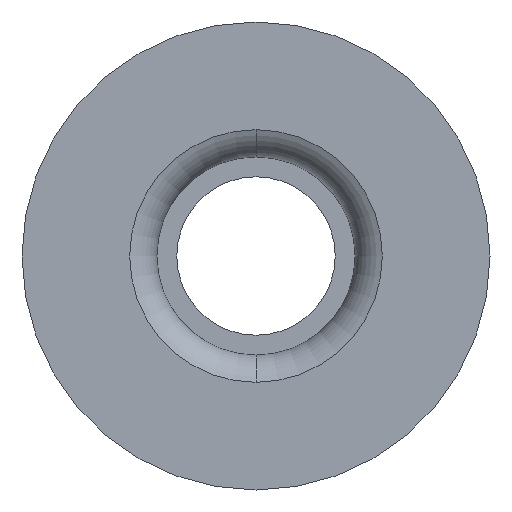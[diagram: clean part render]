
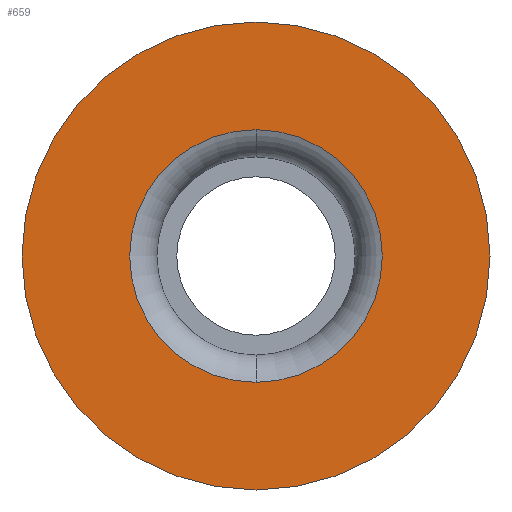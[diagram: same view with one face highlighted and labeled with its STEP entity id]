
A CAD part, front view. The second image highlights one B-rep face of the part: STEP entity #659.
In plain terms, the highlighted planar face has unit normal (0, -1, 0).
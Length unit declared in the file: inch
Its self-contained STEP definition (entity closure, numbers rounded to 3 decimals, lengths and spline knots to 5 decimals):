
#69 = AXIS2_PLACEMENT_3D ( 'NONE', #419, #413, #406 ) ;
#78 = AXIS2_PLACEMENT_3D ( 'NONE', #491, #490, #484 ) ;
#79 = AXIS2_PLACEMENT_3D ( 'NONE', #500, #498, #497 ) ;
#88 = AXIS2_PLACEMENT_3D ( 'NONE', #534, #533, #530 ) ;
#91 = AXIS2_PLACEMENT_3D ( 'NONE', #576, #571, #570 ) ;
#171 = EDGE_LOOP ( 'NONE', ( #695, #589 ) ) ;
#200 = FACE_OUTER_BOUND ( 'NONE', #781, .T. ) ;
#220 = FACE_BOUND ( 'NONE', #171, .T. ) ;
#256 = CARTESIAN_POINT ( 'NONE',  ( 0., 0., -0.59055 ) ) ;
#258 = CIRCLE ( 'NONE', #78, 0.59055 ) ;
#264 = CIRCLE ( 'NONE', #79, 0.3189 ) ;
#296 = CIRCLE ( 'NONE', #88, 0.59055 ) ;
#369 = CIRCLE ( 'NONE', #91, 0.3189 ) ;
#390 = CARTESIAN_POINT ( 'NONE',  ( 0., 0., -0.3189 ) ) ;
#406 = DIRECTION ( 'NONE',  ( 0., 0., 1. ) ) ;
#413 = DIRECTION ( 'NONE',  ( 0., 1., 0. ) ) ;
#419 = CARTESIAN_POINT ( 'NONE',  ( 0., 0., 0.3189 ) ) ;
#421 = PLANE ( 'NONE',  #69 ) ;
#444 = EDGE_CURVE ( 'NONE', #583, #691, #369, .T. ) ;
#454 = CARTESIAN_POINT ( 'NONE',  ( 0., 0., 0.3189 ) ) ;
#459 = CARTESIAN_POINT ( 'NONE',  ( 0., 0., 0.59055 ) ) ;
#464 = EDGE_CURVE ( 'NONE', #842, #577, #296, .T. ) ;
#484 = DIRECTION ( 'NONE',  ( 0., 0., -1. ) ) ;
#489 = EDGE_CURVE ( 'NONE', #691, #583, #264, .T. ) ;
#490 = DIRECTION ( 'NONE',  ( 0., -1., 0. ) ) ;
#491 = CARTESIAN_POINT ( 'NONE',  ( 0., 0., 0. ) ) ;
#495 = EDGE_CURVE ( 'NONE', #577, #842, #258, .T. ) ;
#497 = DIRECTION ( 'NONE',  ( 0., 0., -1. ) ) ;
#498 = DIRECTION ( 'NONE',  ( 0., -1., 0. ) ) ;
#500 = CARTESIAN_POINT ( 'NONE',  ( 0., 0., 0. ) ) ;
#530 = DIRECTION ( 'NONE',  ( 0., 0., -1. ) ) ;
#533 = DIRECTION ( 'NONE',  ( 0., -1., 0. ) ) ;
#534 = CARTESIAN_POINT ( 'NONE',  ( 0., 0., 0. ) ) ;
#570 = DIRECTION ( 'NONE',  ( 0., 0., -1. ) ) ;
#571 = DIRECTION ( 'NONE',  ( 0., -1., 0. ) ) ;
#576 = CARTESIAN_POINT ( 'NONE',  ( 0., 0., 0. ) ) ;
#577 = VERTEX_POINT ( 'NONE', #459 ) ;
#583 = VERTEX_POINT ( 'NONE', #454 ) ;
#589 = ORIENTED_EDGE ( 'NONE', *, *, #444, .F. ) ;
#659 = ADVANCED_FACE ( 'NONE', ( #220, #200 ), #421, .F. ) ;
#688 = ORIENTED_EDGE ( 'NONE', *, *, #464, .T. ) ;
#691 = VERTEX_POINT ( 'NONE', #390 ) ;
#695 = ORIENTED_EDGE ( 'NONE', *, *, #489, .F. ) ;
#697 = ORIENTED_EDGE ( 'NONE', *, *, #495, .T. ) ;
#781 = EDGE_LOOP ( 'NONE', ( #688, #697 ) ) ;
#842 = VERTEX_POINT ( 'NONE', #256 ) ;
